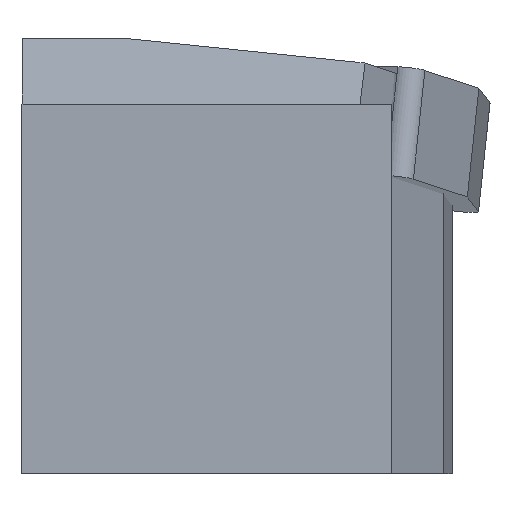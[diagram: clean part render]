
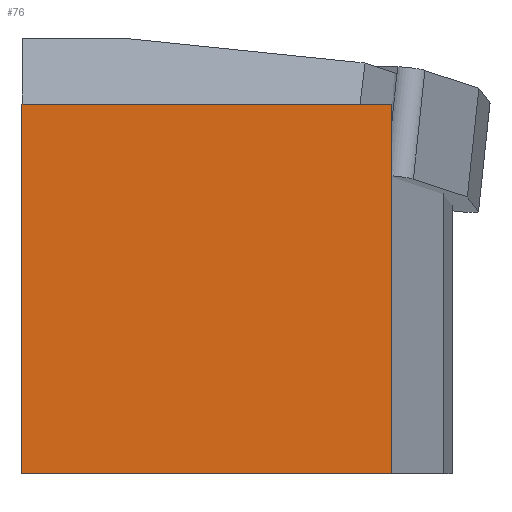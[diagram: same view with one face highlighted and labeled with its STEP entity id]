
A CAD part, left-side view. The second image highlights one B-rep face of the part: STEP entity #76.
In plain terms, the highlighted planar face has unit normal (-1, 0, 0).
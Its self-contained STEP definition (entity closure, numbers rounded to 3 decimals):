
#52=PLANE('',#555);
#76=ADVANCED_FACE('',(#109),#52,.F.);
#109=FACE_OUTER_BOUND('',#134,.T.);
#134=EDGE_LOOP('',(#310,#311,#312,#313));
#185=LINE('',#761,#245);
#187=LINE('',#765,#247);
#188=LINE('',#768,#248);
#189=LINE('',#769,#249);
#245=VECTOR('',#612,1.);
#247=VECTOR('',#616,1.);
#248=VECTOR('',#617,1.);
#249=VECTOR('',#618,1.);
#310=ORIENTED_EDGE('',*,*,#496,.F.);
#311=ORIENTED_EDGE('',*,*,#497,.F.);
#312=ORIENTED_EDGE('',*,*,#494,.T.);
#313=ORIENTED_EDGE('',*,*,#498,.T.);
#446=VERTEX_POINT('',#760);
#447=VERTEX_POINT('',#762);
#448=VERTEX_POINT('',#766);
#449=VERTEX_POINT('',#767);
#494=EDGE_CURVE('',#447,#446,#185,.T.);
#496=EDGE_CURVE('',#448,#449,#187,.T.);
#497=EDGE_CURVE('',#447,#448,#188,.T.);
#498=EDGE_CURVE('',#446,#449,#189,.T.);
#555=AXIS2_PLACEMENT_3D('',#770,#619,#620);
#612=DIRECTION('',(0.,1.,0.));
#616=DIRECTION('',(0.,1.,0.));
#617=DIRECTION('',(0.,0.,-1.));
#618=DIRECTION('',(0.,0.,-1.));
#619=DIRECTION('',(1.,0.,0.));
#620=DIRECTION('',(0.,-1.,0.));
#760=CARTESIAN_POINT('',(-101.106,20.343,0.049));
#761=CARTESIAN_POINT('',(-101.106,4.343,0.049));
#762=CARTESIAN_POINT('',(-101.106,4.343,0.049));
#765=CARTESIAN_POINT('',(-101.106,4.343,-15.951));
#766=CARTESIAN_POINT('',(-101.106,4.343,-15.951));
#767=CARTESIAN_POINT('',(-101.106,20.343,-15.951));
#768=CARTESIAN_POINT('',(-101.106,4.343,0.049));
#769=CARTESIAN_POINT('',(-101.106,20.343,0.049));
#770=CARTESIAN_POINT('',(-101.106,4.343,0.049));
